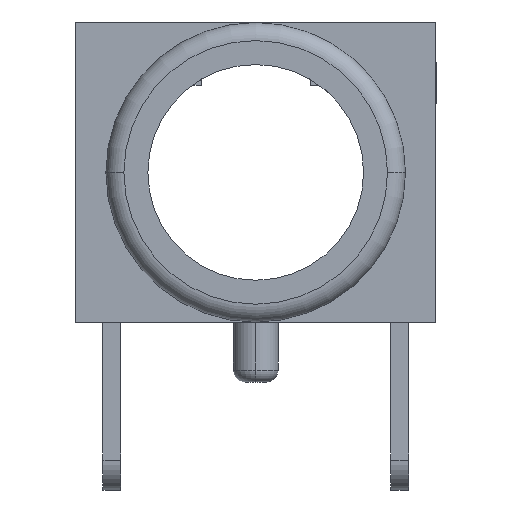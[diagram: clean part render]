
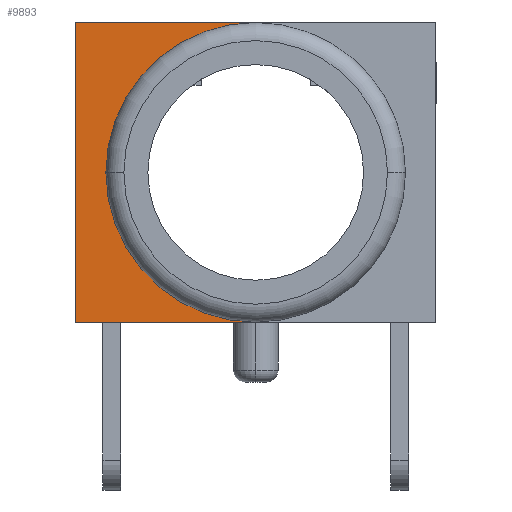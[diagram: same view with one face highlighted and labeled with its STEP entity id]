
A CAD part, left-side view. The second image highlights one B-rep face of the part: STEP entity #9893.
In plain terms, the highlighted planar face has unit normal (-1, 0, 0).
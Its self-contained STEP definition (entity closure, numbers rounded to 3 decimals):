
#7 = FACE_OUTER_BOUND ( 'NONE', #3949, .T. ) ;
#1241 = ORIENTED_EDGE ( 'NONE', *, *, #16420, .F. ) ;
#1258 = CARTESIAN_POINT ( 'NONE',  ( -5.5, 0., 0. ) ) ;
#1342 = CARTESIAN_POINT ( 'NONE',  ( -5.5, 2.5, 2.5 ) ) ;
#2345 = DIRECTION ( 'NONE',  ( 1., 0., 0. ) ) ;
#2468 = CARTESIAN_POINT ( 'NONE',  ( -5.5, 0., 2.5 ) ) ;
#2610 = CARTESIAN_POINT ( 'NONE',  ( -5.5, 3., 5. ) ) ;
#3320 = VERTEX_POINT ( 'NONE', #1342 ) ;
#3354 = CARTESIAN_POINT ( 'NONE',  ( -5.5, 3., 0. ) ) ;
#3669 = AXIS2_PLACEMENT_3D ( 'NONE', #13844, #2345, #14996 ) ;
#3949 = EDGE_LOOP ( 'NONE', ( #1241, #14930, #12027, #11810, #11960 ) ) ;
#4524 = VECTOR ( 'NONE', #15236, 1000. ) ;
#5175 = CARTESIAN_POINT ( 'NONE',  ( -5.5, 3., 5. ) ) ;
#5200 = CIRCLE ( 'NONE', #14563, 2.5 ) ;
#5685 = CARTESIAN_POINT ( 'NONE',  ( -5.5, 3., 0. ) ) ;
#5831 = LINE ( 'NONE', #3354, #8825 ) ;
#7068 = DIRECTION ( 'NONE',  ( 0., -1., 0. ) ) ;
#7425 = DIRECTION ( 'NONE',  ( 0., -1., 0. ) ) ;
#7464 = CARTESIAN_POINT ( 'NONE',  ( -5.5, 3., 5. ) ) ;
#7491 = DIRECTION ( 'NONE',  ( -1., 0., 0. ) ) ;
#7837 = CARTESIAN_POINT ( 'NONE',  ( -5.5, 0., 5. ) ) ;
#8771 = DIRECTION ( 'NONE',  ( -1., 0., 0. ) ) ;
#8825 = VECTOR ( 'NONE', #7068, 1000. ) ;
#8987 = LINE ( 'NONE', #2610, #9744 ) ;
#9085 = VERTEX_POINT ( 'NONE', #5175 ) ;
#9364 = EDGE_CURVE ( 'NONE', #3320, #14374, #14573, .T. ) ;
#9744 = VECTOR ( 'NONE', #14361, 1000. ) ;
#9893 = ADVANCED_FACE ( 'NONE', ( #7 ), #9963, .F. ) ;
#9963 = PLANE ( 'NONE',  #3669 ) ;
#10003 = AXIS2_PLACEMENT_3D ( 'NONE', #2468, #7491, #14129 ) ;
#10059 = VERTEX_POINT ( 'NONE', #5685 ) ;
#11121 = CARTESIAN_POINT ( 'NONE',  ( -5.5, 0., 2.5 ) ) ;
#11422 = LINE ( 'NONE', #7464, #4524 ) ;
#11810 = ORIENTED_EDGE ( 'NONE', *, *, #13938, .T. ) ;
#11960 = ORIENTED_EDGE ( 'NONE', *, *, #9364, .F. ) ;
#12027 = ORIENTED_EDGE ( 'NONE', *, *, #12171, .T. ) ;
#12171 = EDGE_CURVE ( 'NONE', #9085, #10059, #8987, .T. ) ;
#13475 = EDGE_CURVE ( 'NONE', #9085, #15512, #11422, .T. ) ;
#13844 = CARTESIAN_POINT ( 'NONE',  ( -5.5, 3., 5. ) ) ;
#13938 = EDGE_CURVE ( 'NONE', #10059, #14374, #5831, .T. ) ;
#14129 = DIRECTION ( 'NONE',  ( 0., -1., 0. ) ) ;
#14361 = DIRECTION ( 'NONE',  ( 0., 0., -1. ) ) ;
#14374 = VERTEX_POINT ( 'NONE', #1258 ) ;
#14563 = AXIS2_PLACEMENT_3D ( 'NONE', #11121, #8771, #7425 ) ;
#14573 = CIRCLE ( 'NONE', #10003, 2.5 ) ;
#14930 = ORIENTED_EDGE ( 'NONE', *, *, #13475, .F. ) ;
#14996 = DIRECTION ( 'NONE',  ( 0., 1., 0. ) ) ;
#15236 = DIRECTION ( 'NONE',  ( 0., -1., 0. ) ) ;
#15512 = VERTEX_POINT ( 'NONE', #7837 ) ;
#16420 = EDGE_CURVE ( 'NONE', #15512, #3320, #5200, .T. ) ;
